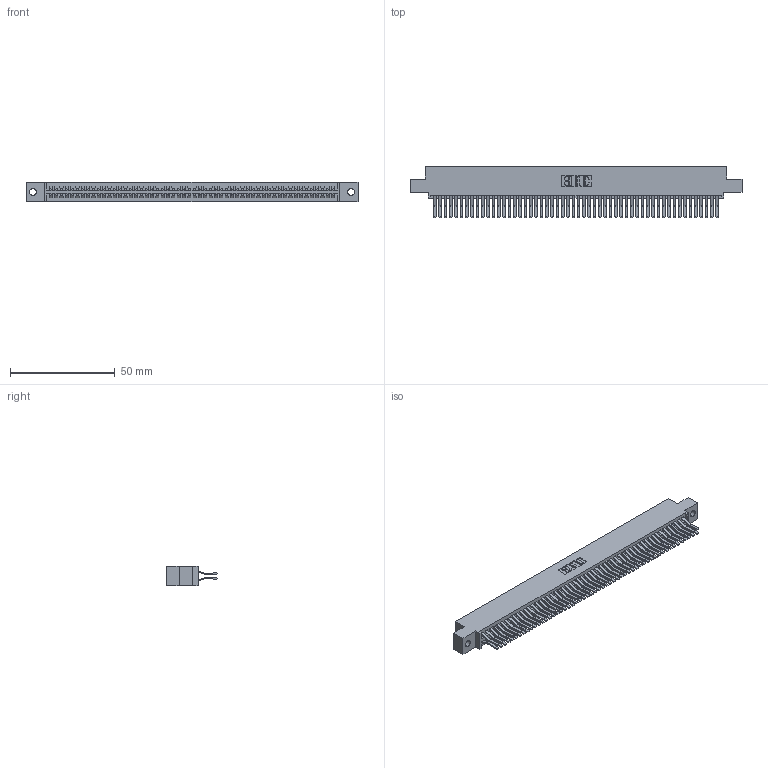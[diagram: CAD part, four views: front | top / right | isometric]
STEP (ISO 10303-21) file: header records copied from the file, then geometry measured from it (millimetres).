
FILE_DESCRIPTION (( 'STEP AP203' ), '1' );
FILE_NAME ('345-108-560-502.STEP', '2019-11-04T15:09:09', ( '' ), ( '' ), 'SwSTEP 2.0', 'SolidWorks 2016', '' );
FILE_SCHEMA (( 'CONFIG_CONTROL_DESIGN' ));
Length unit declared in the file: inch
Products named in the file (3): 345-108-560-502; 345-292-001_560 Tail; 345 Part_0.110 Offset - 0.128 Dia
Assembly tree (109 placements, depth 2):
  345-108-560-502
    345 Part_0.110 Offset - 0.128 Dia
    345-292-001_560 Tail  x108
Bounding box: 158.37 x 24.45 x 9.4 mm (x, y, z)
Volume: 16093.4 mm3; surface area: 25661.9 mm2
Topology: 109 solids, 109 shells, 5746 faces, 17093 edges, 11250 vertices
Faces by surface type: plane 3648, cylinder 2098
Entity records: 40977 total; most frequent: CARTESIAN_POINT 6860, ORIENTED_EDGE 6794, DIRECTION 6037, EDGE_CURVE 3397, VECTOR 3045, LINE 3045, VERTEX_POINT 2262, AXIS2_PLACEMENT_3D 1496
